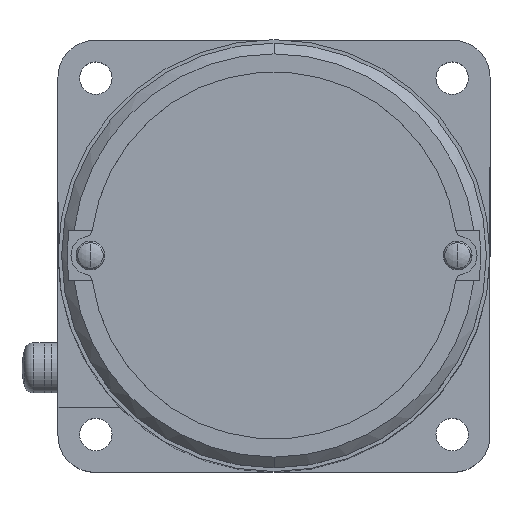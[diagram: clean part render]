
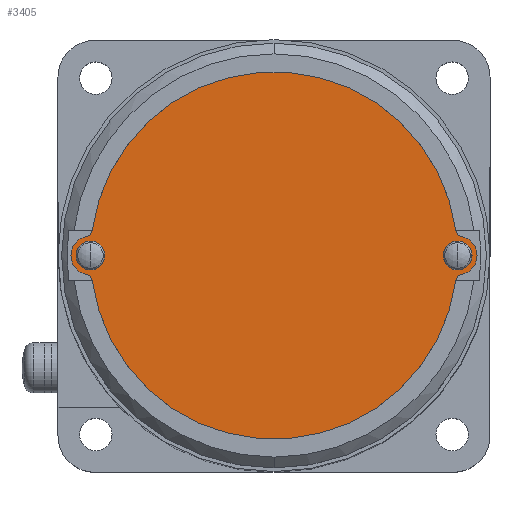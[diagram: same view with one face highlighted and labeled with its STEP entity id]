
A CAD part, top view. The second image highlights one B-rep face of the part: STEP entity #3405.
In plain terms, the highlighted planar face has unit normal (0, 0, 1).
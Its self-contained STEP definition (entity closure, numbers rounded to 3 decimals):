
#23 = AXIS2_PLACEMENT_3D ( 'NONE', #2352, #486, #2628 ) ;
#35 = AXIS2_PLACEMENT_3D ( 'NONE', #1159, #3185, #1483 ) ;
#37 = CARTESIAN_POINT ( 'NONE',  ( -26.251, -3.623, 75.1 ) ) ;
#80 = VERTEX_POINT ( 'NONE', #1317 ) ;
#90 = CARTESIAN_POINT ( 'NONE',  ( 26.048, 2.644, 75.1 ) ) ;
#92 = CARTESIAN_POINT ( 'NONE',  ( 25.5, 0., 75.1 ) ) ;
#125 = CIRCLE ( 'NONE', #366, 2.7 ) ;
#148 = AXIS2_PLACEMENT_3D ( 'NONE', #37, #2209, #341 ) ;
#166 = CARTESIAN_POINT ( 'NONE',  ( 25.261, 3.486, 75.1 ) ) ;
#185 = CIRCLE ( 'NONE', #1021, 2. ) ;
#191 = VERTEX_POINT ( 'NONE', #2339 ) ;
#213 = CARTESIAN_POINT ( 'NONE',  ( 25.5, 0., 75.1 ) ) ;
#240 = CARTESIAN_POINT ( 'NONE',  ( -26.048, -2.644, 75.1 ) ) ;
#249 = CIRCLE ( 'NONE', #1747, 1. ) ;
#286 = DIRECTION ( 'NONE',  ( 0., 0., 1. ) ) ;
#304 = CIRCLE ( 'NONE', #2451, 2. ) ;
#306 = FACE_BOUND ( 'NONE', #2833, .T. ) ;
#316 = FACE_BOUND ( 'NONE', #1490, .T. ) ;
#333 = ORIENTED_EDGE ( 'NONE', *, *, #1003, .F. ) ;
#336 = FACE_OUTER_BOUND ( 'NONE', #2616, .T. ) ;
#341 = DIRECTION ( 'NONE',  ( -1., 0., 0. ) ) ;
#357 = DIRECTION ( 'NONE',  ( 0., 0., 1. ) ) ;
#366 = AXIS2_PLACEMENT_3D ( 'NONE', #92, #2266, #403 ) ;
#391 = EDGE_CURVE ( 'NONE', #3191, #2954, #2104, .T. ) ;
#403 = DIRECTION ( 'NONE',  ( 1., 0., 0. ) ) ;
#486 = DIRECTION ( 'NONE',  ( 0., 0., -1. ) ) ;
#496 = CIRCLE ( 'NONE', #23, 1. ) ;
#526 = DIRECTION ( 'NONE',  ( 1., 0., 0. ) ) ;
#588 = CIRCLE ( 'NONE', #813, 1. ) ;
#673 = DIRECTION ( 'NONE',  ( 0., 0., 1. ) ) ;
#680 = ORIENTED_EDGE ( 'NONE', *, *, #391, .T. ) ;
#690 = CIRCLE ( 'NONE', #1893, 25.5 ) ;
#813 = AXIS2_PLACEMENT_3D ( 'NONE', #3310, #1648, #3580 ) ;
#855 = CARTESIAN_POINT ( 'NONE',  ( -25.5, 0., 75.1 ) ) ;
#956 = VERTEX_POINT ( 'NONE', #2349 ) ;
#993 = CIRCLE ( 'NONE', #148, 1. ) ;
#1003 = EDGE_CURVE ( 'NONE', #2756, #2891, #1679, .T. ) ;
#1021 = AXIS2_PLACEMENT_3D ( 'NONE', #2155, #286, #2446 ) ;
#1078 = DIRECTION ( 'NONE',  ( 0., 0., 1. ) ) ;
#1159 = CARTESIAN_POINT ( 'NONE',  ( 25.5, 0., 75.1 ) ) ;
#1160 = DIRECTION ( 'NONE',  ( 1., 0., 0. ) ) ;
#1166 = CARTESIAN_POINT ( 'NONE',  ( -26.251, 3.623, 75.1 ) ) ;
#1186 = ORIENTED_EDGE ( 'NONE', *, *, #3557, .T. ) ;
#1195 = EDGE_CURVE ( 'NONE', #956, #1925, #1548, .T. ) ;
#1279 = CIRCLE ( 'NONE', #1969, 2. ) ;
#1317 = CARTESIAN_POINT ( 'NONE',  ( -25.261, 3.486, 75.1 ) ) ;
#1374 = EDGE_CURVE ( 'NONE', #3454, #80, #1428, .T. ) ;
#1428 = CIRCLE ( 'NONE', #2769, 25.5 ) ;
#1483 = DIRECTION ( 'NONE',  ( -1., 0., 0. ) ) ;
#1487 = CARTESIAN_POINT ( 'NONE',  ( 0., 0., 75.1 ) ) ;
#1490 = EDGE_LOOP ( 'NONE', ( #2890, #2138 ) ) ;
#1491 = DIRECTION ( 'NONE',  ( -1., 0., 0. ) ) ;
#1548 = CIRCLE ( 'NONE', #3189, 2.7 ) ;
#1581 = CARTESIAN_POINT ( 'NONE',  ( 27.5, 0., 75.1 ) ) ;
#1586 = EDGE_CURVE ( 'NONE', #2872, #3728, #1279, .T. ) ;
#1609 = ORIENTED_EDGE ( 'NONE', *, *, #2603, .T. ) ;
#1648 = DIRECTION ( 'NONE',  ( 0., 0., -1. ) ) ;
#1679 = CIRCLE ( 'NONE', #35, 2. ) ;
#1681 = ORIENTED_EDGE ( 'NONE', *, *, #3109, .T. ) ;
#1694 = CARTESIAN_POINT ( 'NONE',  ( 0., 25.5, 75.1 ) ) ;
#1747 = AXIS2_PLACEMENT_3D ( 'NONE', #1166, #3190, #1491 ) ;
#1798 = AXIS2_PLACEMENT_3D ( 'NONE', #213, #2382, #526 ) ;
#1842 = CARTESIAN_POINT ( 'NONE',  ( 0., 0., 75.1 ) ) ;
#1893 = AXIS2_PLACEMENT_3D ( 'NONE', #1842, #3744, #2159 ) ;
#1925 = VERTEX_POINT ( 'NONE', #240 ) ;
#1946 = CARTESIAN_POINT ( 'NONE',  ( 23.5, 0., 75.1 ) ) ;
#1969 = AXIS2_PLACEMENT_3D ( 'NONE', #2226, #357, #2516 ) ;
#2001 = DIRECTION ( 'NONE',  ( -1., 0., 0. ) ) ;
#2062 = EDGE_CURVE ( 'NONE', #1925, #3602, #993, .T. ) ;
#2104 = CIRCLE ( 'NONE', #1798, 2.7 ) ;
#2138 = ORIENTED_EDGE ( 'NONE', *, *, #1586, .F. ) ;
#2155 = CARTESIAN_POINT ( 'NONE',  ( 25.5, 0., 75.1 ) ) ;
#2159 = DIRECTION ( 'NONE',  ( 1., 0., 0. ) ) ;
#2209 = DIRECTION ( 'NONE',  ( 0., 0., -1. ) ) ;
#2226 = CARTESIAN_POINT ( 'NONE',  ( -25.5, 0., 75.1 ) ) ;
#2266 = DIRECTION ( 'NONE',  ( 0., 0., 1. ) ) ;
#2333 = AXIS2_PLACEMENT_3D ( 'NONE', #1694, #3615, #2001 ) ;
#2339 = CARTESIAN_POINT ( 'NONE',  ( 26.048, -2.644, 75.1 ) ) ;
#2349 = CARTESIAN_POINT ( 'NONE',  ( -26.048, 2.644, 75.1 ) ) ;
#2352 = CARTESIAN_POINT ( 'NONE',  ( 26.251, -3.623, 75.1 ) ) ;
#2382 = DIRECTION ( 'NONE',  ( 0., 0., 1. ) ) ;
#2426 = ORIENTED_EDGE ( 'NONE', *, *, #1374, .T. ) ;
#2446 = DIRECTION ( 'NONE',  ( -1., 0., 0. ) ) ;
#2451 = AXIS2_PLACEMENT_3D ( 'NONE', #2860, #1078, #3116 ) ;
#2516 = DIRECTION ( 'NONE',  ( -1., 0., 0. ) ) ;
#2599 = ORIENTED_EDGE ( 'NONE', *, *, #3701, .T. ) ;
#2603 = EDGE_CURVE ( 'NONE', #3602, #3494, #690, .T. ) ;
#2616 = EDGE_LOOP ( 'NONE', ( #2599, #680, #3309, #2426, #1186, #3559, #2681, #1609, #1681 ) ) ;
#2628 = DIRECTION ( 'NONE',  ( -1., 0., 0. ) ) ;
#2681 = ORIENTED_EDGE ( 'NONE', *, *, #2062, .T. ) ;
#2756 = VERTEX_POINT ( 'NONE', #1581 ) ;
#2769 = AXIS2_PLACEMENT_3D ( 'NONE', #1487, #673, #2789 ) ;
#2789 = DIRECTION ( 'NONE',  ( 1., 0., 0. ) ) ;
#2803 = CARTESIAN_POINT ( 'NONE',  ( -27.5, 0., 75.1 ) ) ;
#2833 = EDGE_LOOP ( 'NONE', ( #333, #3107 ) ) ;
#2860 = CARTESIAN_POINT ( 'NONE',  ( -25.5, 0., 75.1 ) ) ;
#2872 = VERTEX_POINT ( 'NONE', #2803 ) ;
#2890 = ORIENTED_EDGE ( 'NONE', *, *, #3410, .F. ) ;
#2891 = VERTEX_POINT ( 'NONE', #1946 ) ;
#2900 = EDGE_CURVE ( 'NONE', #2954, #3454, #588, .T. ) ;
#2933 = DIRECTION ( 'NONE',  ( 0., 0., 1. ) ) ;
#2954 = VERTEX_POINT ( 'NONE', #90 ) ;
#2963 = CARTESIAN_POINT ( 'NONE',  ( -25.261, -3.486, 75.1 ) ) ;
#3107 = ORIENTED_EDGE ( 'NONE', *, *, #3636, .F. ) ;
#3109 = EDGE_CURVE ( 'NONE', #3494, #191, #496, .T. ) ;
#3116 = DIRECTION ( 'NONE',  ( -1., 0., 0. ) ) ;
#3185 = DIRECTION ( 'NONE',  ( 0., 0., 1. ) ) ;
#3189 = AXIS2_PLACEMENT_3D ( 'NONE', #855, #2933, #1160 ) ;
#3190 = DIRECTION ( 'NONE',  ( 0., 0., -1. ) ) ;
#3191 = VERTEX_POINT ( 'NONE', #3677 ) ;
#3309 = ORIENTED_EDGE ( 'NONE', *, *, #2900, .T. ) ;
#3310 = CARTESIAN_POINT ( 'NONE',  ( 26.251, 3.623, 75.1 ) ) ;
#3326 = CARTESIAN_POINT ( 'NONE',  ( -23.5, 0., 75.1 ) ) ;
#3350 = PLANE ( 'NONE',  #2333 ) ;
#3405 = ADVANCED_FACE ( 'NONE', ( #306, #336, #316 ), #3350, .F. ) ;
#3410 = EDGE_CURVE ( 'NONE', #3728, #2872, #304, .T. ) ;
#3454 = VERTEX_POINT ( 'NONE', #166 ) ;
#3494 = VERTEX_POINT ( 'NONE', #3661 ) ;
#3557 = EDGE_CURVE ( 'NONE', #80, #956, #249, .T. ) ;
#3559 = ORIENTED_EDGE ( 'NONE', *, *, #1195, .T. ) ;
#3580 = DIRECTION ( 'NONE',  ( -1., 0., 0. ) ) ;
#3602 = VERTEX_POINT ( 'NONE', #2963 ) ;
#3615 = DIRECTION ( 'NONE',  ( 0., 0., -1. ) ) ;
#3636 = EDGE_CURVE ( 'NONE', #2891, #2756, #185, .T. ) ;
#3661 = CARTESIAN_POINT ( 'NONE',  ( 25.261, -3.486, 75.1 ) ) ;
#3677 = CARTESIAN_POINT ( 'NONE',  ( 28.2, 0., 75.1 ) ) ;
#3701 = EDGE_CURVE ( 'NONE', #191, #3191, #125, .T. ) ;
#3728 = VERTEX_POINT ( 'NONE', #3326 ) ;
#3744 = DIRECTION ( 'NONE',  ( 0., 0., 1. ) ) ;
